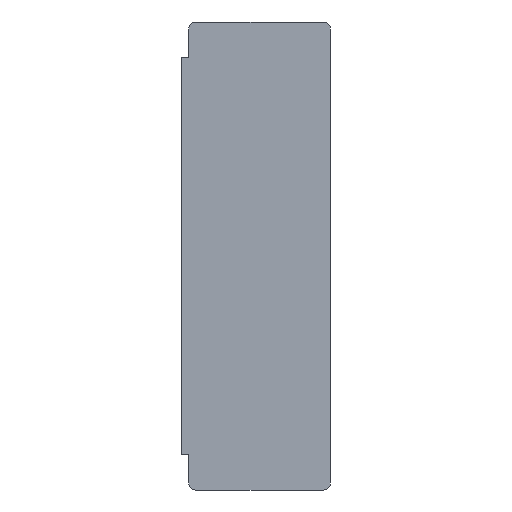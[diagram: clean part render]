
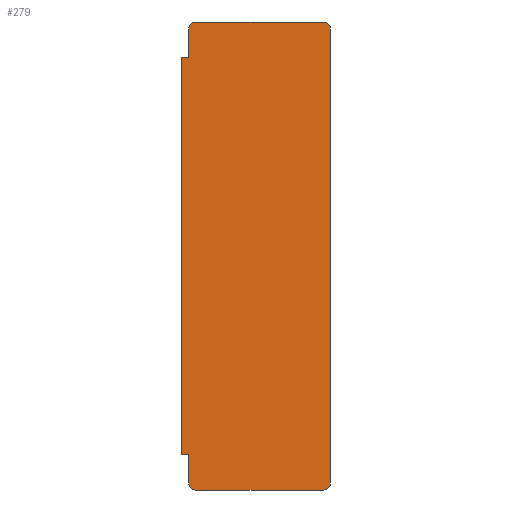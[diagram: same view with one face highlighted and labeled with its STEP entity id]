
A CAD part, left-side view. The second image highlights one B-rep face of the part: STEP entity #279.
In plain terms, the highlighted planar face has unit normal (-1, 0, 0).
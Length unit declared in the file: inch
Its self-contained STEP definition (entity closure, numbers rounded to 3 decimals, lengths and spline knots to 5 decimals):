
#22=PLANE('',#321);
#36=FACE_OUTER_BOUND('',#50,.T.);
#50=EDGE_LOOP('',(#224,#225,#226,#227,#228,#229,#230,#231,#232,#233,#234,
#235));
#54=LINE('',#409,#82);
#58=LINE('',#421,#86);
#62=LINE('',#433,#90);
#66=LINE('',#445,#94);
#69=LINE('',#451,#97);
#72=LINE('',#457,#100);
#75=LINE('',#463,#103);
#78=LINE('',#468,#106);
#82=VECTOR('',#335,0.3937);
#86=VECTOR('',#347,0.3937);
#90=VECTOR('',#359,0.3937);
#94=VECTOR('',#371,0.3937);
#97=VECTOR('',#376,0.3937);
#100=VECTOR('',#381,0.3937);
#103=VECTOR('',#386,0.3937);
#106=VECTOR('',#391,0.3937);
#108=CIRCLE('',#302,0.125);
#110=CIRCLE('',#306,0.125);
#112=CIRCLE('',#310,0.125);
#114=CIRCLE('',#314,0.125);
#116=VERTEX_POINT('',#399);
#117=VERTEX_POINT('',#400);
#120=VERTEX_POINT('',#408);
#122=VERTEX_POINT('',#414);
#124=VERTEX_POINT('',#420);
#126=VERTEX_POINT('',#426);
#128=VERTEX_POINT('',#432);
#130=VERTEX_POINT('',#438);
#132=VERTEX_POINT('',#444);
#134=VERTEX_POINT('',#450);
#136=VERTEX_POINT('',#456);
#138=VERTEX_POINT('',#462);
#140=EDGE_CURVE('',#116,#117,#108,.T.);
#144=EDGE_CURVE('',#117,#120,#54,.T.);
#147=EDGE_CURVE('',#120,#122,#110,.T.);
#150=EDGE_CURVE('',#122,#124,#58,.T.);
#153=EDGE_CURVE('',#124,#126,#112,.T.);
#156=EDGE_CURVE('',#126,#128,#62,.T.);
#159=EDGE_CURVE('',#128,#130,#114,.T.);
#162=EDGE_CURVE('',#130,#132,#66,.T.);
#165=EDGE_CURVE('',#132,#134,#69,.T.);
#168=EDGE_CURVE('',#134,#136,#72,.T.);
#171=EDGE_CURVE('',#136,#138,#75,.T.);
#174=EDGE_CURVE('',#138,#116,#78,.T.);
#224=ORIENTED_EDGE('',*,*,#140,.F.);
#225=ORIENTED_EDGE('',*,*,#174,.F.);
#226=ORIENTED_EDGE('',*,*,#171,.F.);
#227=ORIENTED_EDGE('',*,*,#168,.F.);
#228=ORIENTED_EDGE('',*,*,#165,.F.);
#229=ORIENTED_EDGE('',*,*,#162,.F.);
#230=ORIENTED_EDGE('',*,*,#159,.F.);
#231=ORIENTED_EDGE('',*,*,#156,.F.);
#232=ORIENTED_EDGE('',*,*,#153,.F.);
#233=ORIENTED_EDGE('',*,*,#150,.F.);
#234=ORIENTED_EDGE('',*,*,#147,.F.);
#235=ORIENTED_EDGE('',*,*,#144,.F.);
#279=ADVANCED_FACE('',(#36),#22,.F.);
#302=AXIS2_PLACEMENT_3D('',#401,#327,#328);
#306=AXIS2_PLACEMENT_3D('',#415,#340,#341);
#310=AXIS2_PLACEMENT_3D('',#427,#352,#353);
#314=AXIS2_PLACEMENT_3D('',#439,#364,#365);
#321=AXIS2_PLACEMENT_3D('',#470,#393,#394);
#327=DIRECTION('center_axis',(1.,0.,0.));
#328=DIRECTION('ref_axis',(0.,1.,0.));
#335=DIRECTION('',(0.,-1.,0.));
#340=DIRECTION('center_axis',(1.,0.,0.));
#341=DIRECTION('ref_axis',(0.,0.,1.));
#347=DIRECTION('',(0.,0.,-1.));
#352=DIRECTION('center_axis',(1.,0.,0.));
#353=DIRECTION('ref_axis',(0.,-1.,0.));
#359=DIRECTION('',(0.,1.,0.));
#364=DIRECTION('center_axis',(1.,0.,0.));
#365=DIRECTION('ref_axis',(0.,0.,-1.));
#371=DIRECTION('',(0.,0.,1.));
#376=DIRECTION('',(0.,1.,0.));
#381=DIRECTION('',(0.,0.,1.));
#386=DIRECTION('',(0.,-1.,0.));
#391=DIRECTION('',(0.,0.,1.));
#393=DIRECTION('center_axis',(1.,0.,0.));
#394=DIRECTION('ref_axis',(0.,0.,-1.));
#399=CARTESIAN_POINT('',(13.6875,2.625,-4.0625));
#400=CARTESIAN_POINT('',(13.6875,2.5,-3.9375));
#401=CARTESIAN_POINT('Origin',(13.6875,2.5,-4.0625));
#408=CARTESIAN_POINT('',(13.6875,0.25,-3.9375));
#409=CARTESIAN_POINT('',(13.6875,2.5,-3.9375));
#414=CARTESIAN_POINT('',(13.6875,0.125,-4.0625));
#415=CARTESIAN_POINT('Origin',(13.6875,0.25,-4.0625));
#420=CARTESIAN_POINT('',(13.6875,0.125,-12.0625));
#421=CARTESIAN_POINT('',(13.6875,0.125,-4.0625));
#426=CARTESIAN_POINT('',(13.6875,0.25,-12.1875));
#427=CARTESIAN_POINT('Origin',(13.6875,0.25,-12.0625));
#432=CARTESIAN_POINT('',(13.6875,2.5,-12.1875));
#433=CARTESIAN_POINT('',(13.6875,0.25,-12.1875));
#438=CARTESIAN_POINT('',(13.6875,2.625,-12.0625));
#439=CARTESIAN_POINT('Origin',(13.6875,2.5,-12.0625));
#444=CARTESIAN_POINT('',(13.6875,2.625,-11.5625));
#445=CARTESIAN_POINT('',(13.6875,2.625,-12.0625));
#450=CARTESIAN_POINT('',(13.6875,2.75,-11.5625));
#451=CARTESIAN_POINT('',(13.6875,2.625,-11.5625));
#456=CARTESIAN_POINT('',(13.6875,2.75,-4.5625));
#457=CARTESIAN_POINT('',(13.6875,2.75,-11.5625));
#462=CARTESIAN_POINT('',(13.6875,2.625,-4.5625));
#463=CARTESIAN_POINT('',(13.6875,2.75,-4.5625));
#468=CARTESIAN_POINT('',(13.6875,2.625,-4.5625));
#470=CARTESIAN_POINT('Origin',(13.6875,1.43087,-8.0625));
